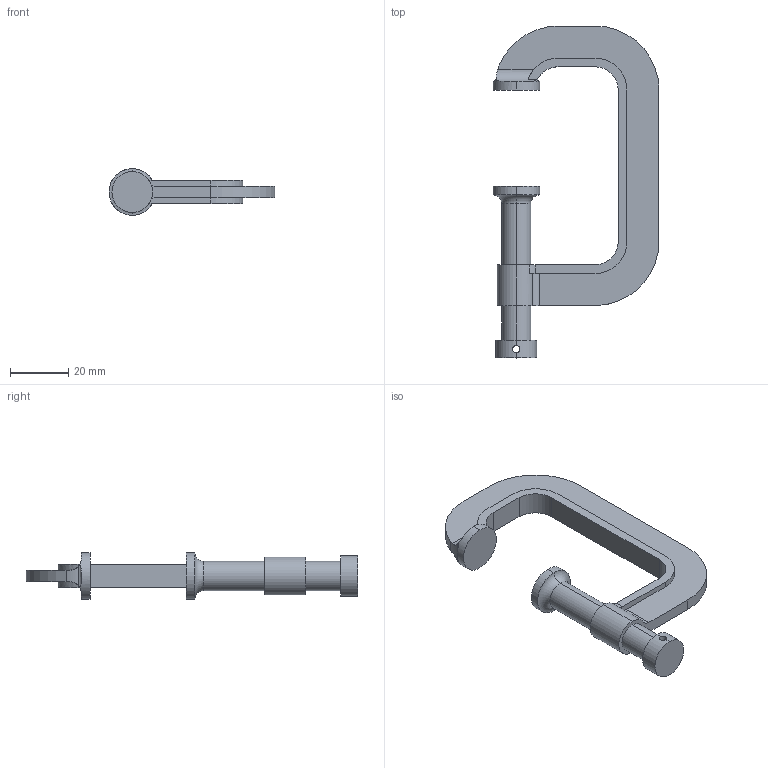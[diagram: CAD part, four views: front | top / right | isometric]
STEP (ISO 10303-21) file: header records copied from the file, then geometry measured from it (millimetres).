
FILE_DESCRIPTION (( 'STEP AP214' ), '1' );
FILE_NAME ('C-Clamp.STEP', '2021-02-13T05:44:04', ( '' ), ( '' ), 'SwSTEP 2.0', 'SolidWorks 2020', '' );
FILE_SCHEMA (( 'AUTOMOTIVE_DESIGN' ));
Length unit declared in the file: millimetre
Products named in the file (1): C-Clamp
Bounding box: 57 x 114 x 16 mm (x, y, z)
Volume: 16997 mm3; surface area: 9735.3 mm2
Topology: 1 solids, 1 shells, 66 faces, 185 edges, 122 vertices
Faces by surface type: cylinder 38, plane 26, torus 2
Entity records: 2347 total; most frequent: CARTESIAN_POINT 618, ORIENTED_EDGE 370, DIRECTION 349, EDGE_CURVE 185, AXIS2_PLACEMENT_3D 131, VERTEX_POINT 122, VECTOR 87, LINE 87
